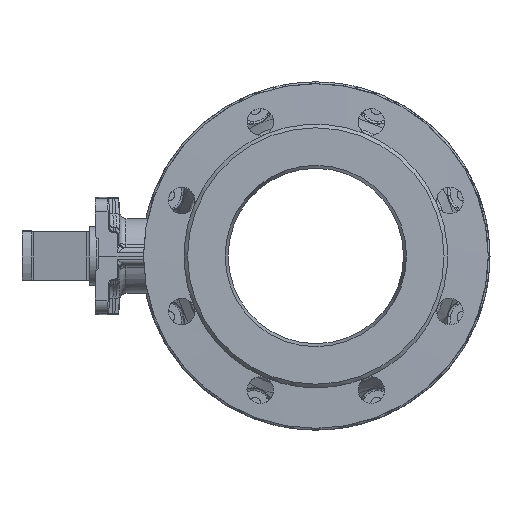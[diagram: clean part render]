
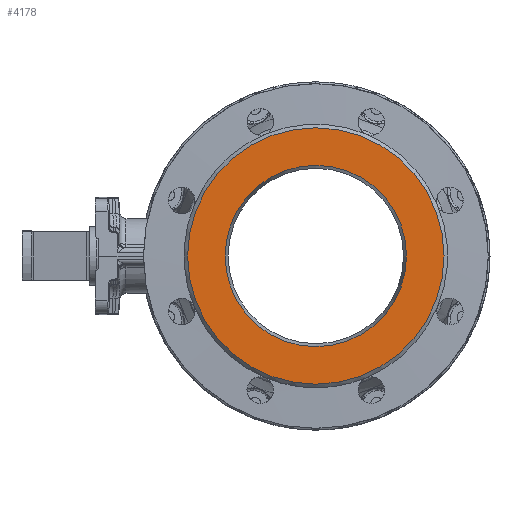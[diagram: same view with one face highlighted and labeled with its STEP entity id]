
A CAD part, left-side view. The second image highlights one B-rep face of the part: STEP entity #4178.
In plain terms, the highlighted planar face has unit normal (-1, 0, 0).
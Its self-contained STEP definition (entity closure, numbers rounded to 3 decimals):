
#4178 = ADVANCED_FACE( 'NONE', ( #8623, #8624 ), #8625, .T. );
#8623 = FACE_OUTER_BOUND( '', #35149, .T. );
#8624 = FACE_BOUND( '', #35150, .T. );
#8625 = PLANE( '', #35151 );
#35149 = EDGE_LOOP( '', ( #48081 ) );
#35150 = EDGE_LOOP( '', ( #48082 ) );
#35151 = AXIS2_PLACEMENT_3D( '', #48083, #48084, #48085 );
#48081 = ORIENTED_EDGE( '', *, *, #53720, .F. );
#48082 = ORIENTED_EDGE( '', *, *, #52696, .T. );
#48083 = CARTESIAN_POINT( '', ( -101., -106., 0. ) );
#48084 = DIRECTION( '', ( -1., 0., 0. ) );
#48085 = DIRECTION( '', ( 0., 0., 1. ) );
#52696 = EDGE_CURVE( 'NONE', #59513, #59513, #59514, .T. );
#53720 = EDGE_CURVE( 'NONE', #60657, #60657, #60658, .T. );
#59513 = VERTEX_POINT( '', #84923 );
#59514 = CIRCLE( '', #84924, 75. );
#60657 = VERTEX_POINT( '', #89545 );
#60658 = CIRCLE( '', #89546, 106. );
#84923 = CARTESIAN_POINT( '', ( -101., 0., -75. ) );
#84924 = AXIS2_PLACEMENT_3D( '', #93443, #93444, #93445 );
#89545 = CARTESIAN_POINT( '', ( -101., 0., -106. ) );
#89546 = AXIS2_PLACEMENT_3D( '', #94144, #94145, #94146 );
#93443 = CARTESIAN_POINT( '', ( -101., 0., 0. ) );
#93444 = DIRECTION( '', ( 1., 0., 0. ) );
#93445 = DIRECTION( '', ( 0., 0., -1. ) );
#94144 = CARTESIAN_POINT( '', ( -101., 0., 0. ) );
#94145 = DIRECTION( '', ( 1., 0., 0. ) );
#94146 = DIRECTION( '', ( 0., 0., -1. ) );
